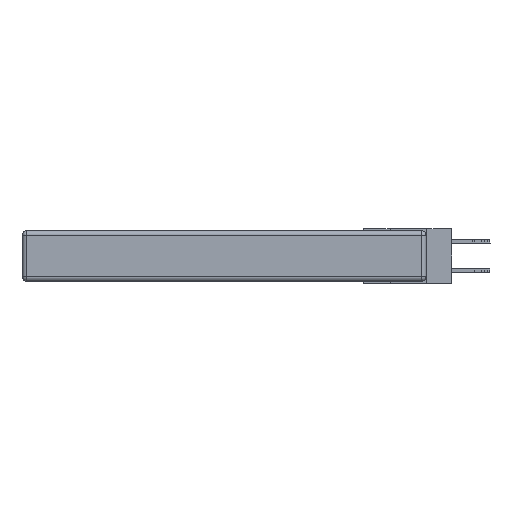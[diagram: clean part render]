
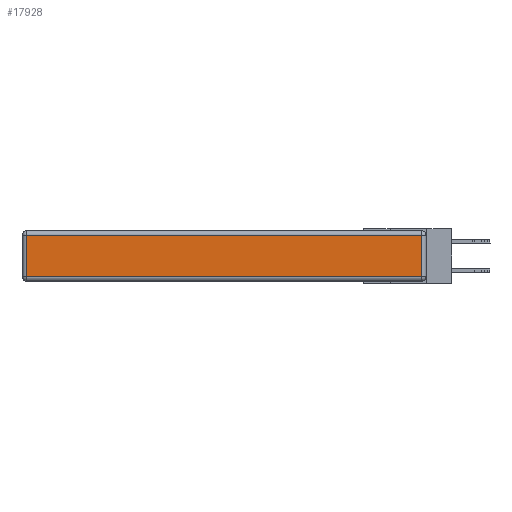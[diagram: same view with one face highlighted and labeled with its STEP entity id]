
A CAD part, left-side view. The second image highlights one B-rep face of the part: STEP entity #17928.
In plain terms, the highlighted planar face has unit normal (-1, 0, 0).
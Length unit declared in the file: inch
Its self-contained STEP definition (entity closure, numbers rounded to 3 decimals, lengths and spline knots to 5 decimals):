
#715 = EDGE_LOOP ( 'NONE', ( #23693, #12509, #10003, #991 ) ) ;
#991 = ORIENTED_EDGE ( 'NONE', *, *, #27505, .T. ) ;
#1927 = CARTESIAN_POINT ( 'NONE',  ( 0., 2.72, -0.343 ) ) ;
#2977 = DIRECTION ( 'NONE',  ( 0., 0., 1. ) ) ;
#4140 = CARTESIAN_POINT ( 'NONE',  ( 0., 0.03, -0.313 ) ) ;
#4265 = VECTOR ( 'NONE', #22186, 39.37008 ) ;
#4613 = EDGE_CURVE ( 'NONE', #27451, #14048, #18997, .T. ) ;
#5220 = FACE_OUTER_BOUND ( 'NONE', #715, .T. ) ;
#5733 = VECTOR ( 'NONE', #7053, 39.37008 ) ;
#5824 = CARTESIAN_POINT ( 'NONE',  ( 0., 0., -0.343 ) ) ;
#6891 = CARTESIAN_POINT ( 'NONE',  ( 0., 2.75, -0.03 ) ) ;
#6906 = EDGE_CURVE ( 'NONE', #14048, #26914, #30097, .T. ) ;
#7053 = DIRECTION ( 'NONE',  ( 0., 0., 1. ) ) ;
#10003 = ORIENTED_EDGE ( 'NONE', *, *, #6906, .T. ) ;
#11883 = LINE ( 'NONE', #1927, #31625 ) ;
#12509 = ORIENTED_EDGE ( 'NONE', *, *, #4613, .T. ) ;
#12541 = LINE ( 'NONE', #22407, #25436 ) ;
#14048 = VERTEX_POINT ( 'NONE', #32629 ) ;
#17764 = EDGE_CURVE ( 'NONE', #21797, #27451, #12541, .T. ) ;
#17928 = ADVANCED_FACE ( 'NONE', ( #5220 ), #18184, .T. ) ;
#18184 = PLANE ( 'NONE',  #18522 ) ;
#18289 = DIRECTION ( 'NONE',  ( -1., 0., 0. ) ) ;
#18514 = CARTESIAN_POINT ( 'NONE',  ( 0., 2.72, -0.03 ) ) ;
#18522 = AXIS2_PLACEMENT_3D ( 'NONE', #5824, #18289, #2977 ) ;
#18997 = LINE ( 'NONE', #20092, #5733 ) ;
#20092 = CARTESIAN_POINT ( 'NONE',  ( 0., 0.03, -0.343 ) ) ;
#21797 = VERTEX_POINT ( 'NONE', #25667 ) ;
#22186 = DIRECTION ( 'NONE',  ( 0., 1., 0. ) ) ;
#22407 = CARTESIAN_POINT ( 'NONE',  ( 0., 0., -0.313 ) ) ;
#23693 = ORIENTED_EDGE ( 'NONE', *, *, #17764, .T. ) ;
#25233 = DIRECTION ( 'NONE',  ( 0., -1., 0. ) ) ;
#25436 = VECTOR ( 'NONE', #25233, 39.37008 ) ;
#25667 = CARTESIAN_POINT ( 'NONE',  ( 0., 2.72, -0.313 ) ) ;
#26914 = VERTEX_POINT ( 'NONE', #18514 ) ;
#27451 = VERTEX_POINT ( 'NONE', #4140 ) ;
#27505 = EDGE_CURVE ( 'NONE', #26914, #21797, #11883, .T. ) ;
#30097 = LINE ( 'NONE', #6891, #4265 ) ;
#30250 = DIRECTION ( 'NONE',  ( 0., 0., -1. ) ) ;
#31625 = VECTOR ( 'NONE', #30250, 39.37008 ) ;
#32629 = CARTESIAN_POINT ( 'NONE',  ( 0., 0.03, -0.03 ) ) ;
